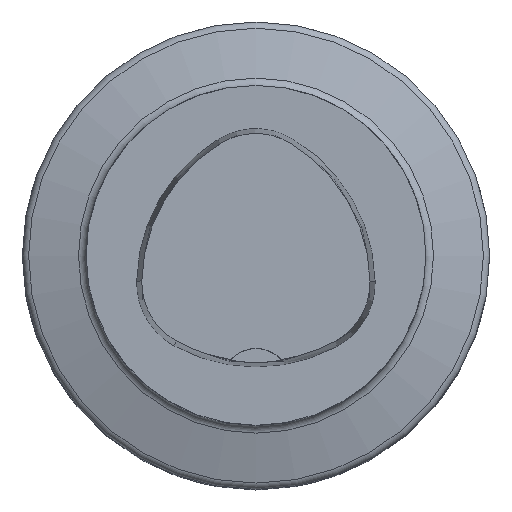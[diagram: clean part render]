
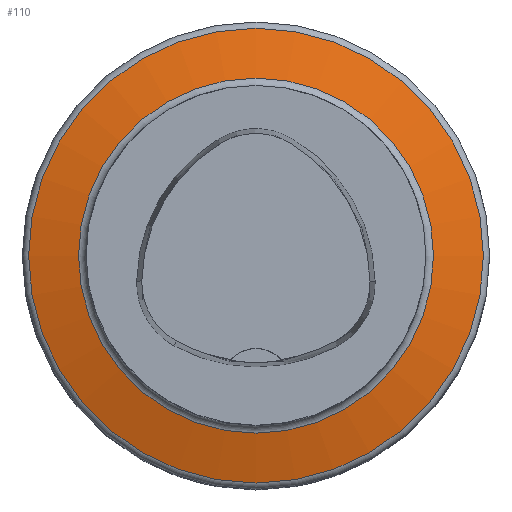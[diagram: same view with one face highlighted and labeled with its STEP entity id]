
A CAD part, top view. The second image highlights one B-rep face of the part: STEP entity #110.
In plain terms, the highlighted conical face has half-angle 75 degrees and reference radius 20 mm.
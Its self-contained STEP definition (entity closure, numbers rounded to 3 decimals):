
#55=FACE_BOUND('',#177,.T.);
#56=FACE_BOUND('',#178,.T.);
#110=ADVANCED_FACE('AR_BY_CN_GO_SU_3',(#55,#56),#124,.T.);
#124=CONICAL_SURFACE('',#545,20.,75.);
#177=EDGE_LOOP('',(#335));
#178=EDGE_LOOP('',(#336));
#335=ORIENTED_EDGE('',*,*,#441,.T.);
#336=ORIENTED_EDGE('',*,*,#442,.T.);
#384=VERTEX_POINT('',#831);
#385=VERTEX_POINT('',#833);
#441=EDGE_CURVE('',#384,#384,#466,.T.);
#442=EDGE_CURVE('',#385,#385,#467,.T.);
#466=CIRCLE('',#543,20.889);
#467=CIRCLE('',#544,26.759);
#543=AXIS2_PLACEMENT_3D('',#830,#685,#686);
#544=AXIS2_PLACEMENT_3D('',#832,#687,#688);
#545=AXIS2_PLACEMENT_3D('',#834,#689,#690);
#685=DIRECTION('',(0.,0.,-1.));
#686=DIRECTION('',(-1.,0.,0.));
#687=DIRECTION('',(0.,0.,1.));
#688=DIRECTION('',(-1.,0.,0.));
#689=DIRECTION('',(0.,0.,-1.));
#690=DIRECTION('',(-1.,0.,0.));
#830=CARTESIAN_POINT('',(0.,0.,-21.159));
#831=CARTESIAN_POINT('',(-20.889,0.,-21.159));
#832=CARTESIAN_POINT('',(0.,0.,-22.732));
#833=CARTESIAN_POINT('',(-26.759,0.,-22.732));
#834=CARTESIAN_POINT('',(0.,0.,-20.921));
